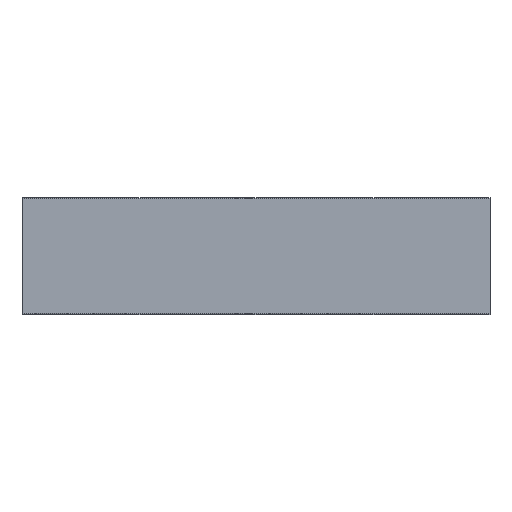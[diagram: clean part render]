
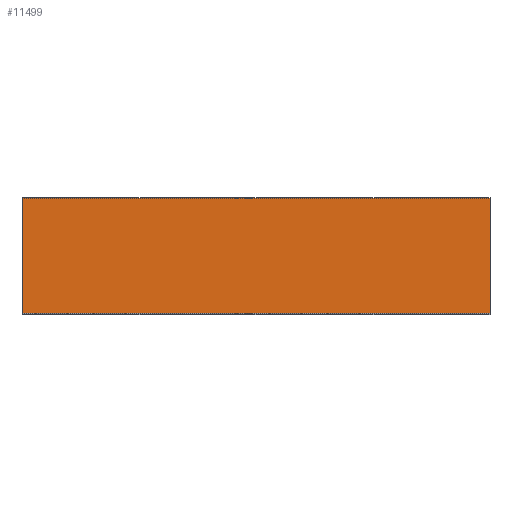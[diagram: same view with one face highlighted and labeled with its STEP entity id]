
A CAD part, top view. The second image highlights one B-rep face of the part: STEP entity #11499.
In plain terms, the highlighted face is planar.
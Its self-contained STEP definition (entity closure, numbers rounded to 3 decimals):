
#11148=DIRECTION('',(1.,0.,0.));
#11149=VECTOR('',#11148,24.6);
#11150=CARTESIAN_POINT('',(-12.3,1.5,50.));
#11151=LINE('',#11150,#11149);
#11156=DIRECTION('',(1.,0.,0.));
#11157=VECTOR('',#11156,24.6);
#11158=CARTESIAN_POINT('',(-12.3,1.5,-50.));
#11159=LINE('',#11158,#11157);
#11160=DIRECTION('',(0.,0.,1.));
#11161=VECTOR('',#11160,100.);
#11162=CARTESIAN_POINT('',(12.3,1.5,-50.));
#11163=LINE('',#11162,#11161);
#11168=DIRECTION('',(0.,0.,1.));
#11169=VECTOR('',#11168,100.);
#11170=CARTESIAN_POINT('',(-12.3,1.5,-50.));
#11171=LINE('',#11170,#11169);
#11332=CARTESIAN_POINT('',(12.3,1.5,-50.));
#11333=CARTESIAN_POINT('',(12.3,1.5,50.));
#11334=VERTEX_POINT('',#11332);
#11335=VERTEX_POINT('',#11333);
#11336=CARTESIAN_POINT('',(-12.3,1.5,-50.));
#11337=CARTESIAN_POINT('',(-12.3,1.5,50.));
#11338=VERTEX_POINT('',#11336);
#11339=VERTEX_POINT('',#11337);
#11487=CARTESIAN_POINT('',(-10.8,1.5,-50.));
#11488=DIRECTION('',(0.,1.,0.));
#11489=DIRECTION('',(-1.,0.,0.));
#11490=AXIS2_PLACEMENT_3D('',#11487,#11488,#11489);
#11491=PLANE('',#11490);
#11492=ORIENTED_EDGE('',*,*,#11469,.F.);
#11494=ORIENTED_EDGE('',*,*,#11493,.F.);
#11495=ORIENTED_EDGE('',*,*,#11373,.T.);
#11496=ORIENTED_EDGE('',*,*,#11482,.T.);
#11497=EDGE_LOOP('',(#11492,#11494,#11495,#11496));
#11498=FACE_OUTER_BOUND('',#11497,.F.);
#11373=EDGE_CURVE('',#11338,#11334,#11159,.T.);
#11469=EDGE_CURVE('',#11339,#11335,#11151,.T.);
#11482=EDGE_CURVE('',#11334,#11335,#11163,.T.);
#11493=EDGE_CURVE('',#11338,#11339,#11171,.T.);
#11499=ADVANCED_FACE('',(#11498),#11491,.T.);
